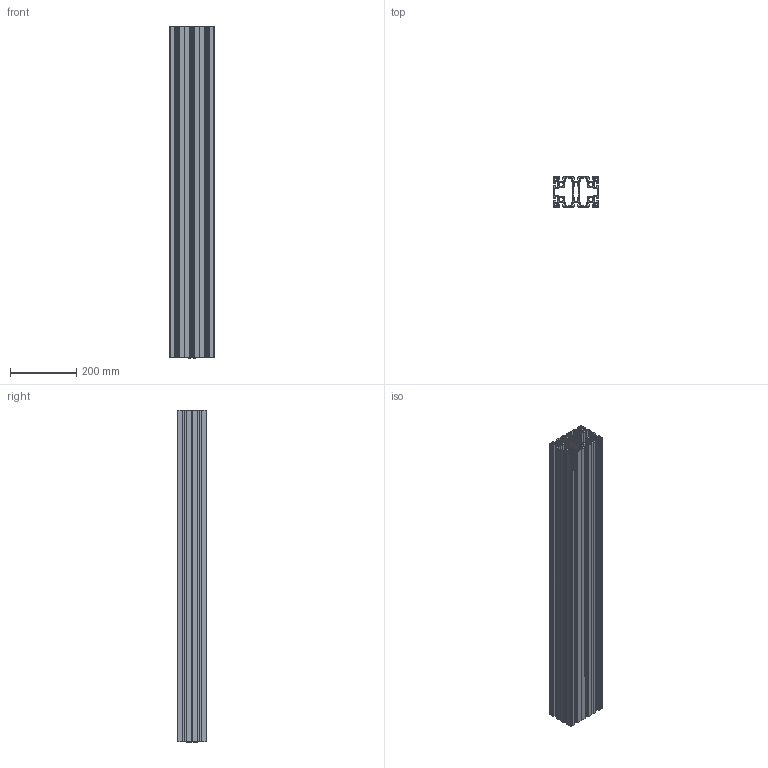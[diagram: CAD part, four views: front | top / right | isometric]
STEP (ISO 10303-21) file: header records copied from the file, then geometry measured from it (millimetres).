
FILE_DESCRIPTION (( 'STEP AP214' ), '1' );
FILE_NAME ('5913 Êîíñòðóêöèîííûé ïðîôèëü 90õ135.STEP', '2019-05-07T07:31:20', ( 'Ïîëüçîâàòåëü Windows' ), ( '' ), 'SwSTEP 2.0', 'SolidWorks 2018', '' );
FILE_SCHEMA (( 'AUTOMOTIVE_DESIGN' ));
Length unit declared in the file: millimetre
Products named in the file (1): 5913 Êîíñòðóêöèîííûé ïðîôèëü 90õ135
Bounding box: 135 x 90 x 1000 mm (x, y, z)
Volume: 2899470.1 mm3; surface area: 2037478.6 mm2
Topology: 1 solids, 1 shells, 1048 faces, 3144 edges, 2096 vertices
Faces by surface type: plane 554, cylinder 494
Entity records: 35654 total; most frequent: CARTESIAN_POINT 6289, ORIENTED_EDGE 6288, DIRECTION 6230, EDGE_CURVE 3144, LINE 2156, VECTOR 2156, VERTEX_POINT 2096, AXIS2_PLACEMENT_3D 2037
